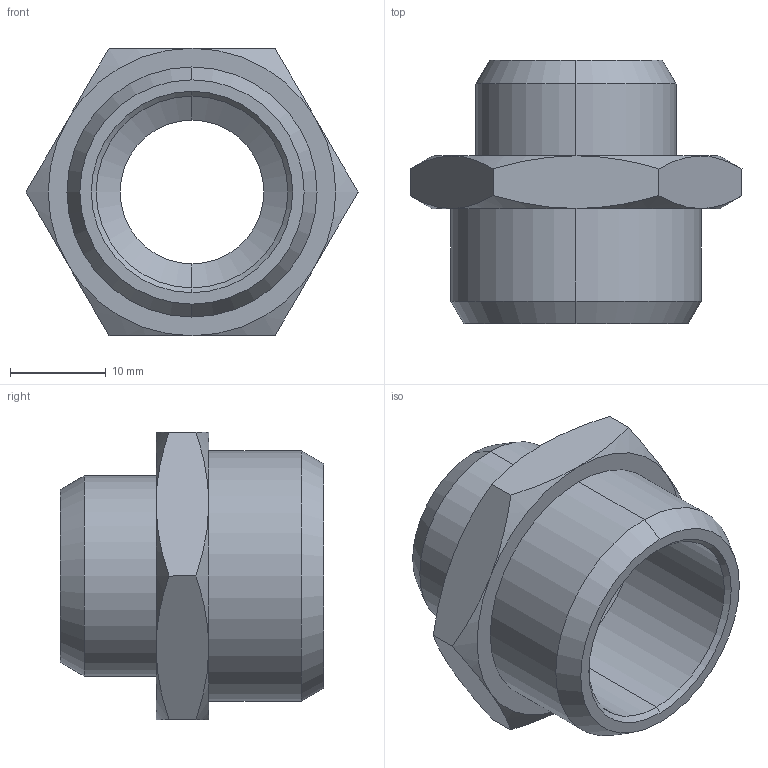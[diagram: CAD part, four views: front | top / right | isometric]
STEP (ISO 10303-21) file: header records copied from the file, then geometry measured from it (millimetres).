
FILE_DESCRIPTION (( 'STEP AP214' ), '1' );
FILE_NAME ('DRF.MM0405.STEP', '2018-09-03T11:10:13', ( '' ), ( '' ), 'SwSTEP 2.0', 'SolidWorks 2018', '' );
FILE_SCHEMA (( 'AUTOMOTIVE_DESIGN' ));
Length unit declared in the file: millimetre
Products named in the file (1): DRF.MM0405
Bounding box: 34.64 x 27.5 x 30 mm (x, y, z)
Volume: 6940.4 mm3; surface area: 4618.9 mm2
Topology: 1 solids, 1 shells, 40 faces, 84 edges, 48 vertices
Faces by surface type: cone 22, plane 10, cylinder 8
Entity records: 1206 total; most frequent: CARTESIAN_POINT 293, DIRECTION 178, ORIENTED_EDGE 168, EDGE_CURVE 84, AXIS2_PLACEMENT_3D 77, VERTEX_POINT 48, EDGE_LOOP 44, ADVANCED_FACE 40
